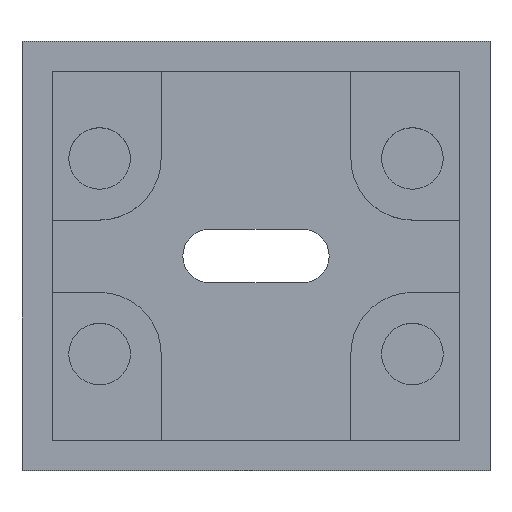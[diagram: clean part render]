
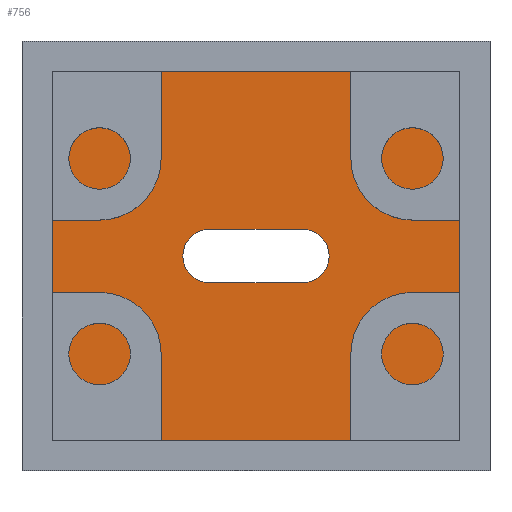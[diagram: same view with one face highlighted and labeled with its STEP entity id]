
A CAD part, top view. The second image highlights one B-rep face of the part: STEP entity #756.
In plain terms, the highlighted planar face has unit normal (0, 0, 1).
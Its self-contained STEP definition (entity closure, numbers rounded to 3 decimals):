
#16=FACE_BOUND('',#107,.T.);
#30=CIRCLE('',#802,1.75);
#31=CIRCLE('',#803,1.75);
#66=FACE_OUTER_BOUND('',#106,.T.);
#106=EDGE_LOOP('',(#577,#578,#579,#580));
#107=EDGE_LOOP('',(#581,#582,#583,#584));
#155=LINE('',#1078,#243);
#158=LINE('',#1084,#246);
#180=LINE('',#1135,#268);
#192=LINE('',#1156,#280);
#199=LINE('',#1171,#287);
#200=LINE('',#1175,#288);
#243=VECTOR('',#860,10.);
#246=VECTOR('',#865,10.);
#268=VECTOR('',#903,10.);
#280=VECTOR('',#919,10.);
#287=VECTOR('',#932,10.);
#288=VECTOR('',#935,10.);
#331=VERTEX_POINT('',#1075);
#332=VERTEX_POINT('',#1077);
#334=VERTEX_POINT('',#1083);
#355=VERTEX_POINT('',#1133);
#366=VERTEX_POINT('',#1169);
#367=VERTEX_POINT('',#1170);
#368=VERTEX_POINT('',#1172);
#369=VERTEX_POINT('',#1174);
#403=EDGE_CURVE('',#331,#332,#155,.T.);
#406=EDGE_CURVE('',#332,#334,#158,.F.);
#432=EDGE_CURVE('',#355,#331,#180,.T.);
#444=EDGE_CURVE('',#334,#355,#192,.F.);
#451=EDGE_CURVE('',#366,#367,#199,.T.);
#452=EDGE_CURVE('',#367,#368,#30,.T.);
#453=EDGE_CURVE('',#368,#369,#200,.T.);
#454=EDGE_CURVE('',#369,#366,#31,.T.);
#577=ORIENTED_EDGE('',*,*,#403,.F.);
#578=ORIENTED_EDGE('',*,*,#432,.F.);
#579=ORIENTED_EDGE('',*,*,#444,.F.);
#580=ORIENTED_EDGE('',*,*,#406,.F.);
#581=ORIENTED_EDGE('',*,*,#451,.T.);
#582=ORIENTED_EDGE('',*,*,#452,.T.);
#583=ORIENTED_EDGE('',*,*,#453,.T.);
#584=ORIENTED_EDGE('',*,*,#454,.T.);
#725=PLANE('',#801);
#756=ADVANCED_FACE('',(#66,#16),#725,.T.);
#801=AXIS2_PLACEMENT_3D('',#1168,#930,#931);
#802=AXIS2_PLACEMENT_3D('',#1173,#933,#934);
#803=AXIS2_PLACEMENT_3D('',#1176,#936,#937);
#860=DIRECTION('',(0.,1.,0.));
#865=DIRECTION('',(-1.,0.,0.));
#903=DIRECTION('',(-1.,0.,0.));
#919=DIRECTION('',(0.,1.,0.));
#930=DIRECTION('center_axis',(0.,0.,1.));
#931=DIRECTION('ref_axis',(1.,0.,0.));
#932=DIRECTION('',(1.,0.,0.));
#933=DIRECTION('center_axis',(0.,0.,-1.));
#934=DIRECTION('ref_axis',(0.,-1.,0.));
#935=DIRECTION('',(-1.,0.,0.));
#936=DIRECTION('center_axis',(0.,0.,-1.));
#937=DIRECTION('ref_axis',(0.,1.,0.));
#1075=CARTESIAN_POINT('',(-0.55,-0.55,-5.));
#1077=CARTESIAN_POINT('',(-0.55,23.41,-5.));
#1078=CARTESIAN_POINT('',(-0.55,17.145,-5.));
#1083=CARTESIAN_POINT('',(25.95,23.41,-5.));
#1084=CARTESIAN_POINT('',(19.05,23.41,-5.));
#1133=CARTESIAN_POINT('',(25.95,-0.55,-5.));
#1135=CARTESIAN_POINT('',(6.35,-0.55,-5.));
#1156=CARTESIAN_POINT('',(25.95,5.715,-5.));
#1168=CARTESIAN_POINT('Origin',(12.7,11.43,-5.));
#1169=CARTESIAN_POINT('',(9.7,13.18,-5.));
#1170=CARTESIAN_POINT('',(15.7,13.18,-5.));
#1171=CARTESIAN_POINT('',(11.2,13.18,-5.));
#1172=CARTESIAN_POINT('',(15.7,9.68,-5.));
#1173=CARTESIAN_POINT('Origin',(15.7,11.43,-5.));
#1174=CARTESIAN_POINT('',(9.7,9.68,-5.));
#1175=CARTESIAN_POINT('',(14.2,9.68,-5.));
#1176=CARTESIAN_POINT('Origin',(9.7,11.43,-5.));
